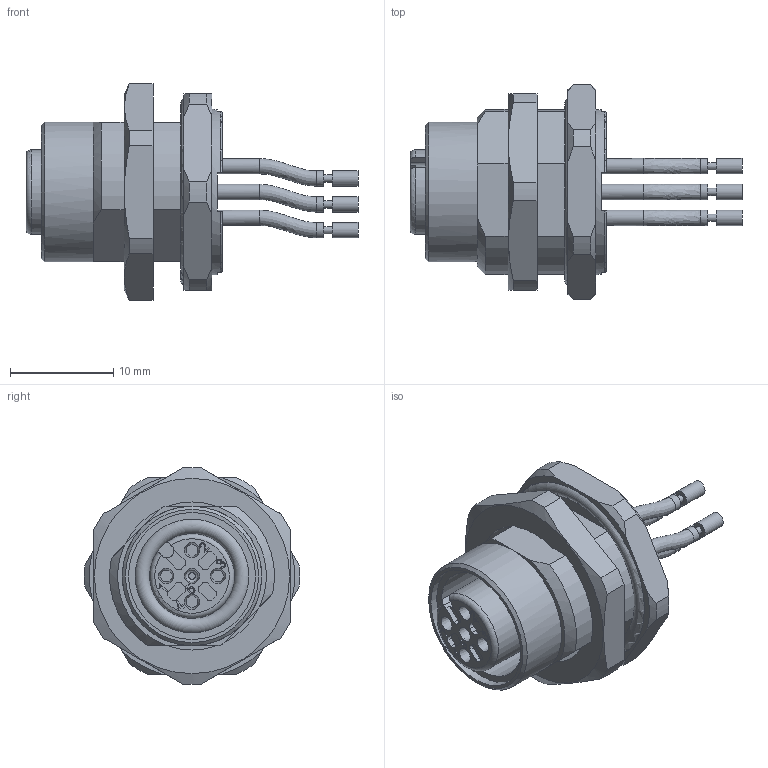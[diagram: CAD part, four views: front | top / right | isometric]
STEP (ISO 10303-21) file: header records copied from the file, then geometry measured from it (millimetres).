
FILE_DESCRIPTION(/* description */ (''),/* implementation_level */ '2;1');
FILE_NAME(/* name */ 'RA-FHM12KUA4-m_M16.stp',/* time_stamp */ '2016-09-16T15:55:01+02:00',/* author */ (''),/* organization */ (''),/* preprocessor_version */ 'ST-DEVELOPER v16',/* originating_system */ 'SIEMENS PLM Software NX 10.0',/* authorisation */ '');
FILE_SCHEMA (('AUTOMOTIVE_DESIGN { 1 0 10303 214 3 1 1 1 }'));
Length unit declared in the file: millimetre
Products named in the file (1): RA-FHM12KUA4-m_M16
Bounding box: 32.15 x 20.89 x 20.99 mm (x, y, z)
Volume: 3417.3 mm3; surface area: 2686.9 mm2
Topology: 1 solids, 1 shells, 257 faces, 688 edges, 457 vertices
Faces by surface type: plane 113, cylinder 72, extrusion 32, cone 24, torus 12, bspline 4
Full cylindrical faces by diameter (mm): 0.7 x4, 1.15 x4, 1.5 x12, 11 x1, 12.3 x1, 13.5 x1, 16 x1
Entity records: 8644 total; most frequent: CARTESIAN_POINT 2701, ORIENTED_EDGE 1254, DIRECTION 1091, EDGE_CURVE 627, VERTEX_POINT 435, AXIS2_PLACEMENT_3D 408, EDGE_LOOP 328, VECTOR 275
